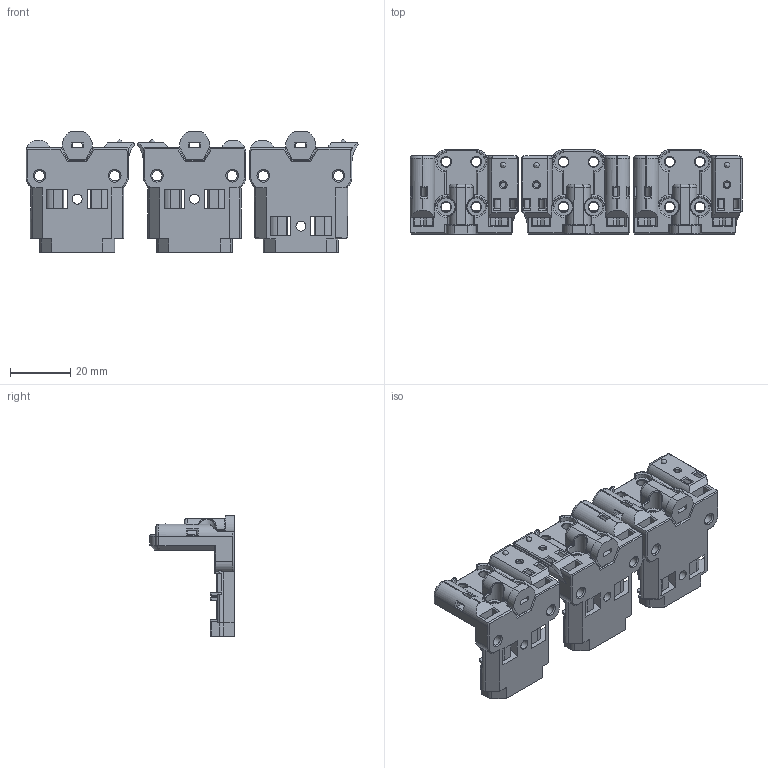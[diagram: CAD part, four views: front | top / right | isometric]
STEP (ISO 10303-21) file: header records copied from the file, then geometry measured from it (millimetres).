
FILE_DESCRIPTION(/* description */ ('STEP AP242','CAx-IF Rec.Pracs.---Representation and Presentation of Product Manufacturing Information (PMI)---4.0---2014-10-13','CAx-IF Rec.Pracs.---3D Tessellated Geometry---0.4---2014-09-14','2;1'),/* implementation_level */ '2;1');
FILE_NAME(/* name */ '65a193ce0e72f5023a7c008a',/* time_stamp */ '2024-01-12T19:32:31Z',/* author */ (''),/* organization */ (''),/* preprocessor_version */ 'ST-DEVELOPER v19.4',/* originating_system */ ' ',/* authorisation */ ' ');
FILE_SCHEMA (('AP242_MANAGED_MODEL_BASED_3D_ENGINEERING_MIM_LF { 1 0 10303 442 1 1 4 }'));
Length unit declared in the file: metre
Products named in the file (5): Assembly 1; X_Carriage_MGN9C_Switch_Double_Dragon_Left_SWRight; Supports (5); X_Carriage_MGN9C_Switch_Double_Dragon_Right; X_Carriage_MGN9C_Switch_Double_Dragon_Left
Assembly tree (6 placements, depth 2):
  Assembly 1
    X_Carriage_MGN9C_Switch_Double_Dragon_Left_SWRight
    Supports (5)  x3
    X_Carriage_MGN9C_Switch_Double_Dragon_Right
    X_Carriage_MGN9C_Switch_Double_Dragon_Left
Bounding box: 110.36 x 28.01 x 40.14 mm (x, y, z)
Volume: 27860.6 mm3; surface area: 20792.9 mm2
Topology: 6 solids, 9 shells, 1049 faces, 2894 edges, 1860 vertices
Faces by surface type: plane 633, cylinder 234, cone 85, bspline 58, torus 36, sphere 3
Full cylindrical faces by diameter (mm): 1.8 x3, 3.2 x12, 3.3 x3, 3.4 x15, 4.7 x12, 6 x6
Entity records: 33838 total; most frequent: CARTESIAN_POINT 8945, ORIENTED_EDGE 5320, DIRECTION 4759, EDGE_CURVE 2660, VERTEX_POINT 1748, LINE 1673, VECTOR 1673, AXIS2_PLACEMENT_3D 1543
